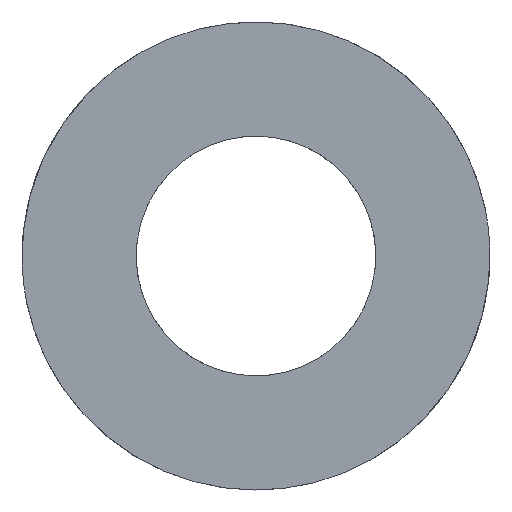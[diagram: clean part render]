
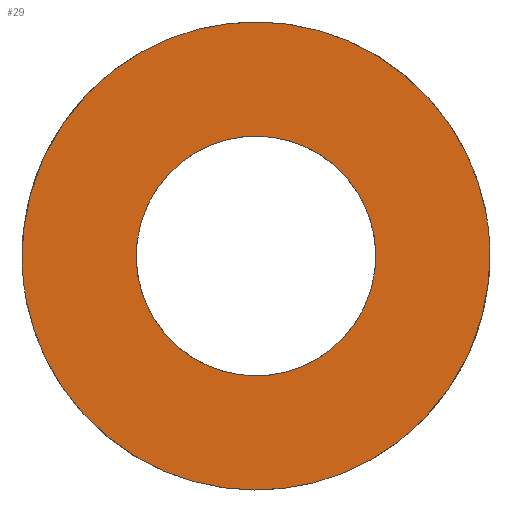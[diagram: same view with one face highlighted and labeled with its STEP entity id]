
A CAD part, front view. The second image highlights one B-rep face of the part: STEP entity #29.
In plain terms, the highlighted planar face has unit normal (0, -1, 0).
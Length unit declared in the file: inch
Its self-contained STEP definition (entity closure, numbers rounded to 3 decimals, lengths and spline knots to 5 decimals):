
#25=FACE_BOUND('',#43,.T.);
#29=ADVANCED_FACE('',(#35,#25),#103,.T.);
#35=FACE_OUTER_BOUND('',#42,.T.);
#42=EDGE_LOOP('',(#58,#59));
#43=EDGE_LOOP('',(#60,#61));
#58=ORIENTED_EDGE('',*,*,#77,.F.);
#59=ORIENTED_EDGE('',*,*,#78,.F.);
#60=ORIENTED_EDGE('',*,*,#73,.T.);
#61=ORIENTED_EDGE('',*,*,#72,.T.);
#72=EDGE_CURVE('',#96,#97,#88,.T.);
#73=EDGE_CURVE('',#97,#96,#89,.T.);
#77=EDGE_CURVE('',#100,#101,#92,.T.);
#78=EDGE_CURVE('',#101,#100,#93,.T.);
#88=(
BOUNDED_CURVE()
B_SPLINE_CURVE(2,(#201,#202,#203,#204,#205),.UNSPECIFIED.,.F.,.F.)
B_SPLINE_CURVE_WITH_KNOTS((3,2,3),(0.30159,0.45239,0.60319),
 .UNSPECIFIED.)
CURVE()
GEOMETRIC_REPRESENTATION_ITEM()
RATIONAL_B_SPLINE_CURVE((1.,0.707,1.,0.707,1.))
REPRESENTATION_ITEM('')
);
#89=(
BOUNDED_CURVE()
B_SPLINE_CURVE(2,(#206,#207,#208,#209,#210),.UNSPECIFIED.,.F.,.F.)
B_SPLINE_CURVE_WITH_KNOTS((3,2,3),(0.,0.1508,0.30159),
 .UNSPECIFIED.)
CURVE()
GEOMETRIC_REPRESENTATION_ITEM()
RATIONAL_B_SPLINE_CURVE((1.,0.707,1.,0.707,1.))
REPRESENTATION_ITEM('')
);
#92=(
BOUNDED_CURVE()
B_SPLINE_CURVE(2,(#223,#224,#225,#226,#227),.UNSPECIFIED.,.F.,.F.)
B_SPLINE_CURVE_WITH_KNOTS((3,2,3),(0.,0.29452,0.58905),
 .UNSPECIFIED.)
CURVE()
GEOMETRIC_REPRESENTATION_ITEM()
RATIONAL_B_SPLINE_CURVE((1.,0.707,1.,0.707,1.))
REPRESENTATION_ITEM('')
);
#93=(
BOUNDED_CURVE()
B_SPLINE_CURVE(2,(#228,#229,#230,#231,#232),.UNSPECIFIED.,.F.,.F.)
B_SPLINE_CURVE_WITH_KNOTS((3,2,3),(0.58905,0.88357,
1.1781),.UNSPECIFIED.)
CURVE()
GEOMETRIC_REPRESENTATION_ITEM()
RATIONAL_B_SPLINE_CURVE((1.,0.707,1.,0.707,1.))
REPRESENTATION_ITEM('')
);
#96=VERTEX_POINT('',#185);
#97=VERTEX_POINT('',#186);
#100=VERTEX_POINT('',#189);
#101=VERTEX_POINT('',#190);
#103=PLANE('',#132);
#132=AXIS2_PLACEMENT_3D('',#162,#137,$);
#137=DIRECTION('',(0.,-1.,0.));
#162=CARTESIAN_POINT('',(0.87125,0.,-0.78601));
#185=CARTESIAN_POINT('',(-0.09587,0.,-0.00493));
#186=CARTESIAN_POINT('',(0.09587,0.,0.00493));
#189=CARTESIAN_POINT('',(0.18725,0.,0.00963));
#190=CARTESIAN_POINT('',(-0.18725,0.,-0.00963));
#201=CARTESIAN_POINT('',(-0.09587,0.,-0.00493));
#202=CARTESIAN_POINT('',(-0.1008,0.,0.09094));
#203=CARTESIAN_POINT('',(-0.00493,0.,0.09587));
#204=CARTESIAN_POINT('',(0.09094,0.,0.1008));
#205=CARTESIAN_POINT('',(0.09587,0.,0.00493));
#206=CARTESIAN_POINT('',(0.09587,0.,0.00493));
#207=CARTESIAN_POINT('',(0.1008,0.,-0.09094));
#208=CARTESIAN_POINT('',(0.00493,0.,-0.09587));
#209=CARTESIAN_POINT('',(-0.09094,0.,-0.1008));
#210=CARTESIAN_POINT('',(-0.09587,0.,-0.00493));
#223=CARTESIAN_POINT('',(0.18725,0.,0.00963));
#224=CARTESIAN_POINT('',(0.19688,0.,-0.17762));
#225=CARTESIAN_POINT('',(0.00963,0.,-0.18725));
#226=CARTESIAN_POINT('',(-0.17762,0.,-0.19688));
#227=CARTESIAN_POINT('',(-0.18725,0.,-0.00963));
#228=CARTESIAN_POINT('',(-0.18725,0.,-0.00963));
#229=CARTESIAN_POINT('',(-0.19688,0.,0.17762));
#230=CARTESIAN_POINT('',(-0.00963,0.,0.18725));
#231=CARTESIAN_POINT('',(0.17762,0.,0.19688));
#232=CARTESIAN_POINT('',(0.18725,0.,0.00963));
